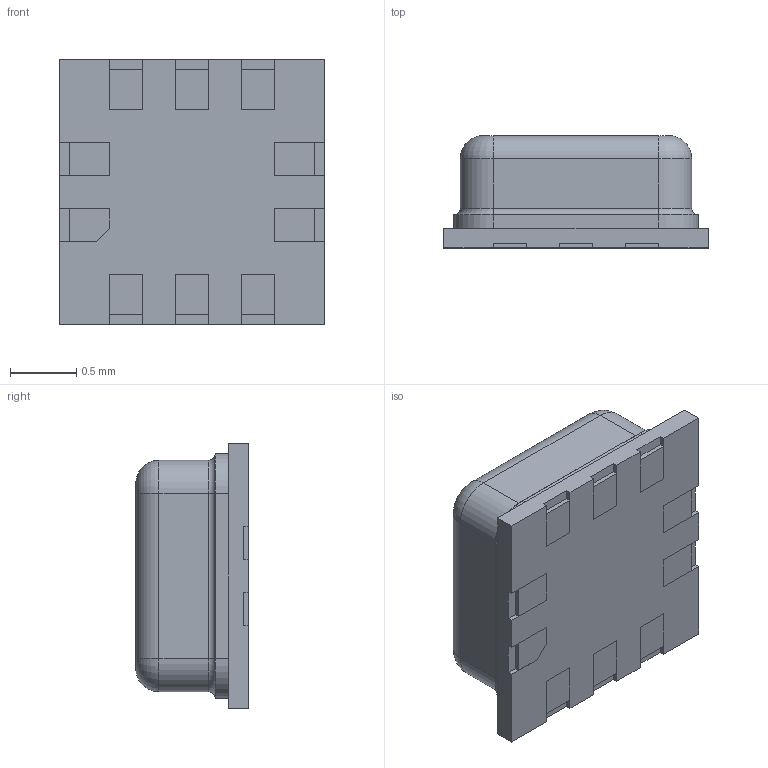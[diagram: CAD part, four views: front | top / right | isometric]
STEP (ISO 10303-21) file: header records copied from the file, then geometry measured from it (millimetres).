
FILE_DESCRIPTION (( 'STEP AP214' ), '1' );
FILE_NAME ('ICP-20100.STEP', '2021-09-28T23:32:09', ( '' ), ( '' ), 'SwSTEP 2.0', 'SolidWorks 2020', '' );
FILE_SCHEMA (( 'AUTOMOTIVE_DESIGN' ));
Length unit declared in the file: millimetre
Products named in the file (1): ICP-20100
Bounding box: 2 x 0.85 x 2 mm (x, y, z)
Volume: 2.7 mm3; surface area: 22.2 mm2
Topology: 13 solids, 13 shells, 152 faces, 348 edges, 224 vertices
Faces by surface type: plane 122, cylinder 22, torus 8
Entity records: 4350 total; most frequent: CARTESIAN_POINT 725, DIRECTION 702, ORIENTED_EDGE 696, EDGE_CURVE 348, LINE 300, VECTOR 300, VERTEX_POINT 224, AXIS2_PLACEMENT_3D 201
